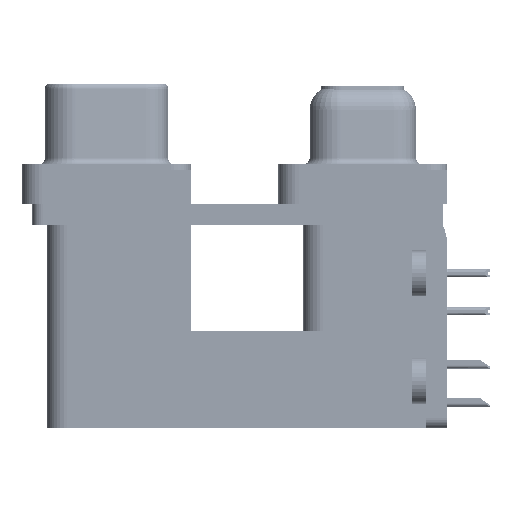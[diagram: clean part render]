
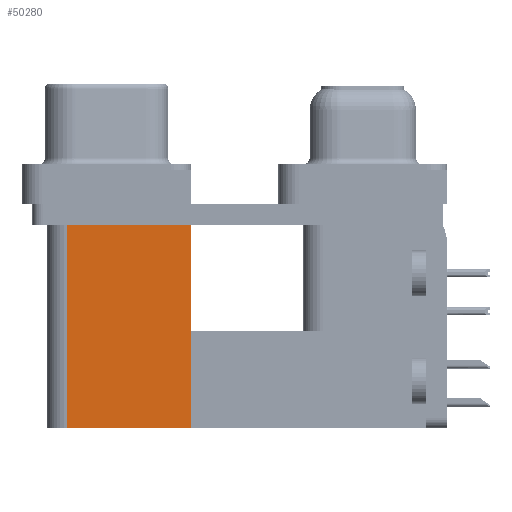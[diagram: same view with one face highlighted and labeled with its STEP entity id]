
A CAD part, left-side view. The second image highlights one B-rep face of the part: STEP entity #50280.
In plain terms, the highlighted planar face has unit normal (-1, 0, 0).
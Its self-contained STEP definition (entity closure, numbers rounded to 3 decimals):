
#955 = EDGE_CURVE ( 'NONE', #21408, #30227, #13923, .T. ) ;
#3131 = CARTESIAN_POINT ( 'NONE',  ( 3.7, 21.975, -19.2 ) ) ;
#3179 = VERTEX_POINT ( 'NONE', #19445 ) ;
#3508 = DIRECTION ( 'NONE',  ( 0., 0., 1. ) ) ;
#4022 = ORIENTED_EDGE ( 'NONE', *, *, #11353, .F. ) ;
#8532 = VECTOR ( 'NONE', #22018, 1000. ) ;
#8728 = LINE ( 'NONE', #38861, #41925 ) ;
#8830 = VECTOR ( 'NONE', #46850, 1000. ) ;
#11353 = EDGE_CURVE ( 'NONE', #34569, #3179, #8728, .T. ) ;
#11406 = CARTESIAN_POINT ( 'NONE',  ( 3.7, 12.775, -19.2 ) ) ;
#13923 = LINE ( 'NONE', #44052, #8532 ) ;
#15849 = LINE ( 'NONE', #51198, #8830 ) ;
#19173 = LINE ( 'NONE', #23508, #29620 ) ;
#19445 = CARTESIAN_POINT ( 'NONE',  ( 3.7, 21.975, -2.5 ) ) ;
#21408 = VERTEX_POINT ( 'NONE', #50630 ) ;
#21459 = EDGE_CURVE ( 'NONE', #30227, #3179, #15849, .T. ) ;
#21545 = ORIENTED_EDGE ( 'NONE', *, *, #955, .T. ) ;
#22018 = DIRECTION ( 'NONE',  ( 0., 0., 1. ) ) ;
#23508 = CARTESIAN_POINT ( 'NONE',  ( 3.7, 12.775, -19.2 ) ) ;
#24155 = DIRECTION ( 'NONE',  ( 1., 0., 0. ) ) ;
#27555 = AXIS2_PLACEMENT_3D ( 'NONE', #11406, #24155, #29079 ) ;
#29079 = DIRECTION ( 'NONE',  ( 0., 1., 0. ) ) ;
#29620 = VECTOR ( 'NONE', #40340, 1000. ) ;
#30227 = VERTEX_POINT ( 'NONE', #52315 ) ;
#33410 = PLANE ( 'NONE',  #27555 ) ;
#34569 = VERTEX_POINT ( 'NONE', #3131 ) ;
#38861 = CARTESIAN_POINT ( 'NONE',  ( 3.7, 21.975, -19.2 ) ) ;
#39613 = EDGE_CURVE ( 'NONE', #21408, #34569, #19173, .T. ) ;
#40340 = DIRECTION ( 'NONE',  ( 0., 1., 0. ) ) ;
#41925 = VECTOR ( 'NONE', #3508, 1000. ) ;
#44052 = CARTESIAN_POINT ( 'NONE',  ( 3.7, 12.775, -19.2 ) ) ;
#45388 = ORIENTED_EDGE ( 'NONE', *, *, #21459, .T. ) ;
#46850 = DIRECTION ( 'NONE',  ( 0., 1., 0. ) ) ;
#46935 = ORIENTED_EDGE ( 'NONE', *, *, #39613, .F. ) ;
#47564 = EDGE_LOOP ( 'NONE', ( #45388, #4022, #46935, #21545 ) ) ;
#50280 = ADVANCED_FACE ( 'NONE', ( #51104 ), #33410, .F. ) ;
#50630 = CARTESIAN_POINT ( 'NONE',  ( 3.7, 12.775, -19.2 ) ) ;
#51104 = FACE_OUTER_BOUND ( 'NONE', #47564, .T. ) ;
#51198 = CARTESIAN_POINT ( 'NONE',  ( 3.7, 12.775, -2.5 ) ) ;
#52315 = CARTESIAN_POINT ( 'NONE',  ( 3.7, 12.775, -2.5 ) ) ;
